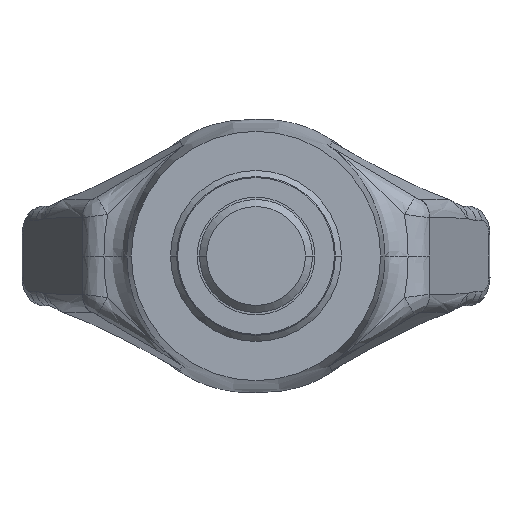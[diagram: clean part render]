
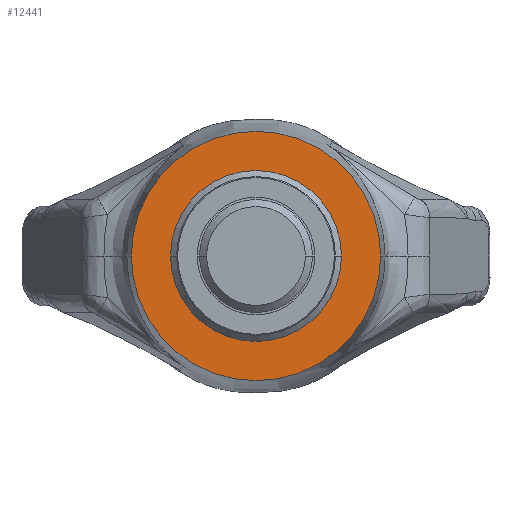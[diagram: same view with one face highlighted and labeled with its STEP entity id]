
A CAD part, front view. The second image highlights one B-rep face of the part: STEP entity #12441.
In plain terms, the highlighted planar face has unit normal (0, -1, 0).
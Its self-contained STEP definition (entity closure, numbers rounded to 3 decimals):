
#2=CARTESIAN_POINT('',(0.,-31.5,0.));
#3=DIRECTION('',(0.,-1.,0.));
#4=DIRECTION('',(-1.,0.,0.));
#5=AXIS2_PLACEMENT_3D('',#2,#3,#4);
#7=CARTESIAN_POINT('',(0.,-31.5,0.));
#8=DIRECTION('',(0.,-1.,0.));
#9=DIRECTION('',(1.,0.,0.));
#10=AXIS2_PLACEMENT_3D('',#7,#8,#9);
#121=CARTESIAN_POINT('',(0.,-31.5,0.));
#122=DIRECTION('',(0.,-1.,0.));
#123=DIRECTION('',(1.,0.,0.));
#124=AXIS2_PLACEMENT_3D('',#121,#122,#123);
#516=CARTESIAN_POINT('',(0.,-31.5,0.));
#517=DIRECTION('',(0.,1.,0.));
#518=DIRECTION('',(1.,0.,0.));
#519=AXIS2_PLACEMENT_3D('',#516,#517,#518);
#9737=CARTESIAN_POINT('',(17.5,-31.5,0.));
#9738=CARTESIAN_POINT('',(-17.5,-31.5,0.));
#9739=VERTEX_POINT('',#9737);
#9740=VERTEX_POINT('',#9738);
#9767=CARTESIAN_POINT('',(-12.,-31.5,0.));
#9768=CARTESIAN_POINT('',(12.,-31.5,0.));
#9769=VERTEX_POINT('',#9767);
#9770=VERTEX_POINT('',#9768);
#12424=CARTESIAN_POINT('',(0.,-31.5,0.));
#12425=DIRECTION('',(0.,-1.,0.));
#12426=DIRECTION('',(-1.,0.,0.));
#12427=AXIS2_PLACEMENT_3D('',#12424,#12425,#12426);
#12428=PLANE('',#12427);
#12430=ORIENTED_EDGE('',*,*,#12429,.F.);
#12432=ORIENTED_EDGE('',*,*,#12431,.T.);
#12433=EDGE_LOOP('',(#12430,#12432));
#12434=FACE_OUTER_BOUND('',#12433,.F.);
#12436=ORIENTED_EDGE('',*,*,#12435,.T.);
#12438=ORIENTED_EDGE('',*,*,#12437,.T.);
#12439=EDGE_LOOP('',(#12436,#12438));
#12440=FACE_BOUND('',#12439,.F.);
#12441=ADVANCED_FACE('',(#12434,#12440),#12428,.T.);
#6=CIRCLE('',#5,12.);
#11=CIRCLE('',#10,12.);
#125=CIRCLE('',#124,17.5);
#520=CIRCLE('',#519,17.5);
#12429=EDGE_CURVE('',#9739,#9740,#125,.T.);
#12431=EDGE_CURVE('',#9739,#9740,#520,.T.);
#12435=EDGE_CURVE('',#9769,#9770,#6,.T.);
#12437=EDGE_CURVE('',#9770,#9769,#11,.T.);
